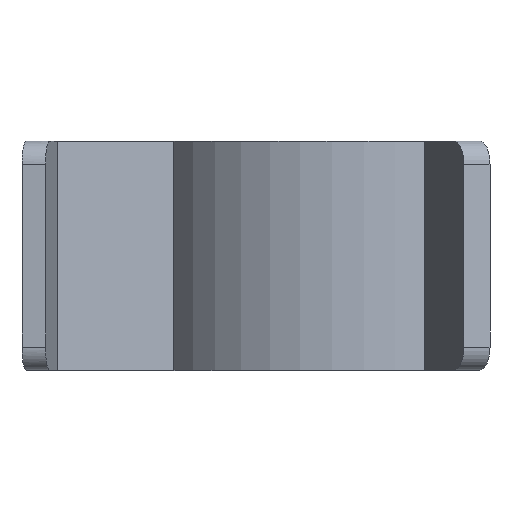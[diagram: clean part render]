
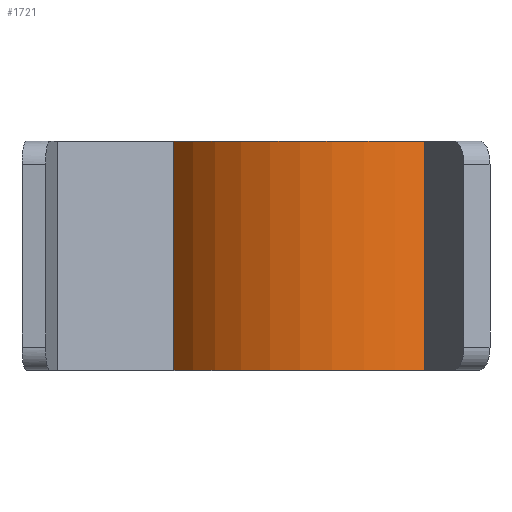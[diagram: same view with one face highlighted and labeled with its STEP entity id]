
A CAD part, top view. The second image highlights one B-rep face of the part: STEP entity #1721.
In plain terms, the highlighted cylindrical face has radius 16.5 mm (diameter 33 mm), a partial arc.
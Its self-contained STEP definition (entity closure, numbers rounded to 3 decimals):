
#96=CYLINDRICAL_SURFACE('',#1841,16.5);
#118=FACE_OUTER_BOUND('',#211,.T.);
#211=EDGE_LOOP('',(#1200,#1201,#1202,#1203));
#299=CIRCLE('',#1811,16.5);
#322=CIRCLE('',#1839,16.5);
#350=LINE('',#2543,#521);
#377=LINE('',#2618,#548);
#521=VECTOR('',#2027,19.8);
#548=VECTOR('',#2088,19.8);
#669=VERTEX_POINT('',#2471);
#671=VERTEX_POINT('',#2474);
#702=VERTEX_POINT('',#2540);
#734=VERTEX_POINT('',#2611);
#848=EDGE_CURVE('',#669,#671,#299,.T.);
#882=EDGE_CURVE('',#669,#702,#350,.T.);
#918=EDGE_CURVE('',#734,#702,#322,.T.);
#921=EDGE_CURVE('',#671,#734,#377,.T.);
#1200=ORIENTED_EDGE('',*,*,#921,.F.);
#1201=ORIENTED_EDGE('',*,*,#848,.F.);
#1202=ORIENTED_EDGE('',*,*,#882,.T.);
#1203=ORIENTED_EDGE('',*,*,#918,.F.);
#1721=ADVANCED_FACE('',(#118),#96,.T.);
#1811=AXIS2_PLACEMENT_3D('',#2475,#1977,#1978);
#1839=AXIS2_PLACEMENT_3D('',#2613,#2080,#2081);
#1841=AXIS2_PLACEMENT_3D('',#2617,#2086,#2087);
#1977=DIRECTION('center_axis',(0.,-1.,0.));
#1978=DIRECTION('ref_axis',(0.452,0.,0.892));
#2027=DIRECTION('',(0.,1.,0.));
#2080=DIRECTION('center_axis',(0.,1.,0.));
#2081=DIRECTION('ref_axis',(-0.86,0.,0.511));
#2086=DIRECTION('center_axis',(0.,1.,0.));
#2087=DIRECTION('ref_axis',(1.,0.,0.));
#2088=DIRECTION('',(0.,1.,0.));
#2471=CARTESIAN_POINT('',(7.465,-9.9,14.715));
#2474=CARTESIAN_POINT('',(-14.186,-9.9,8.426));
#2475=CARTESIAN_POINT('Origin',(0.,-9.9,0.));
#2540=CARTESIAN_POINT('',(7.465,9.9,14.715));
#2543=CARTESIAN_POINT('',(7.465,-9.9,14.715));
#2611=CARTESIAN_POINT('',(-14.186,9.9,8.426));
#2613=CARTESIAN_POINT('Origin',(0.,9.9,0.));
#2617=CARTESIAN_POINT('Origin',(0.,-9.9,0.));
#2618=CARTESIAN_POINT('',(-14.186,-9.9,8.426));
